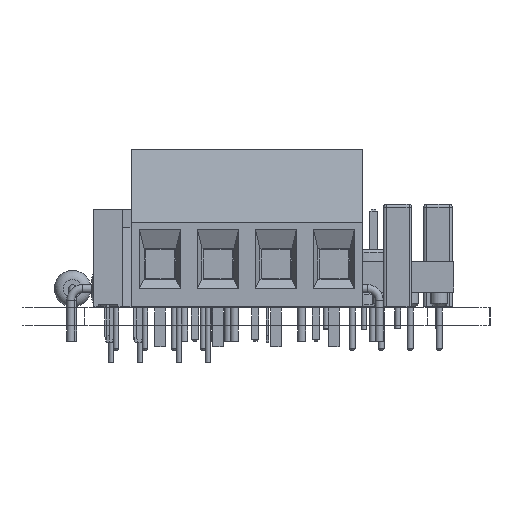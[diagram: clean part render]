
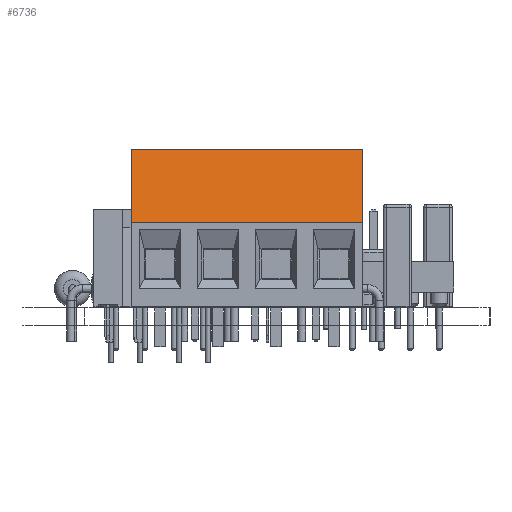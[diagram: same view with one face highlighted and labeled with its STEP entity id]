
A CAD part, left-side view. The second image highlights one B-rep face of the part: STEP entity #6736.
In plain terms, the highlighted face is planar.
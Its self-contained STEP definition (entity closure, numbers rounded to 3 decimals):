
#6644 = EDGE_CURVE('',#6645,#6647,#6649,.T.);
#6645 = VERTEX_POINT('',#6646);
#6646 = CARTESIAN_POINT('',(-2.54,-2.6,13.8));
#6647 = VERTEX_POINT('',#6648);
#6648 = CARTESIAN_POINT('',(-2.54,-4.1,7.4));
#6649 = LINE('',#6650,#6651);
#6650 = CARTESIAN_POINT('',(-2.54,-2.6,13.8));
#6651 = VECTOR('',#6652,1.);
#6652 = DIRECTION('',(0.,-0.228,-0.974));
#6736 = ADVANCED_FACE('',(#6737),#6762,.F.);
#6737 = FACE_BOUND('',#6738,.F.);
#6738 = EDGE_LOOP('',(#6739,#6747,#6755,#6761));
#6739 = ORIENTED_EDGE('',*,*,#6740,.T.);
#6740 = EDGE_CURVE('',#6645,#6741,#6743,.T.);
#6741 = VERTEX_POINT('',#6742);
#6742 = CARTESIAN_POINT('',(17.78,-2.6,13.8));
#6743 = LINE('',#6744,#6745);
#6744 = CARTESIAN_POINT('',(-2.54,-2.6,13.8));
#6745 = VECTOR('',#6746,1.);
#6746 = DIRECTION('',(1.,0.,0.));
#6747 = ORIENTED_EDGE('',*,*,#6748,.T.);
#6748 = EDGE_CURVE('',#6741,#6749,#6751,.T.);
#6749 = VERTEX_POINT('',#6750);
#6750 = CARTESIAN_POINT('',(17.78,-4.1,7.4));
#6751 = LINE('',#6752,#6753);
#6752 = CARTESIAN_POINT('',(17.78,-2.6,13.8));
#6753 = VECTOR('',#6754,1.);
#6754 = DIRECTION('',(0.,-0.228,-0.974));
#6755 = ORIENTED_EDGE('',*,*,#6756,.F.);
#6756 = EDGE_CURVE('',#6647,#6749,#6757,.T.);
#6757 = LINE('',#6758,#6759);
#6758 = CARTESIAN_POINT('',(-2.54,-4.1,7.4));
#6759 = VECTOR('',#6760,1.);
#6760 = DIRECTION('',(1.,0.,0.));
#6761 = ORIENTED_EDGE('',*,*,#6644,.F.);
#6762 = PLANE('',#6763);
#6763 = AXIS2_PLACEMENT_3D('',#6764,#6765,#6766);
#6764 = CARTESIAN_POINT('',(-2.54,-2.6,13.8));
#6765 = DIRECTION('',(0.,0.974,-0.228));
#6766 = DIRECTION('',(0.,-0.228,-0.974));
